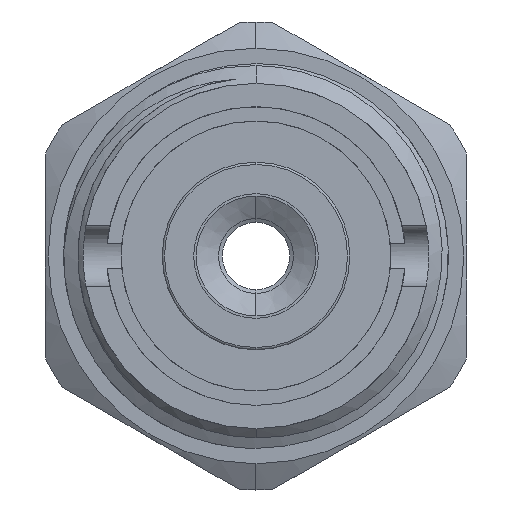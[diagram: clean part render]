
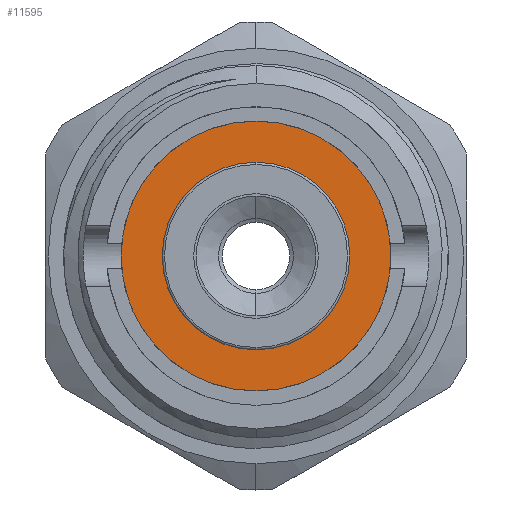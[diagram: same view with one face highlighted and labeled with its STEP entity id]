
A CAD part, front view. The second image highlights one B-rep face of the part: STEP entity #11595.
In plain terms, the highlighted planar face has unit normal (0, -1, 0).
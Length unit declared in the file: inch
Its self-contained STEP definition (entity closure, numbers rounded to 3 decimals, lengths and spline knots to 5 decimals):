
#1295 = CARTESIAN_POINT ( 'NONE',  ( 0., 0.67, 0.25047 ) ) ;
#1750 = AXIS2_PLACEMENT_3D ( 'NONE', #11205, #5343, #4346 ) ;
#1762 = FACE_OUTER_BOUND ( 'NONE', #7516, .T. ) ;
#2085 = CARTESIAN_POINT ( 'NONE',  ( 0., 0.67, 0. ) ) ;
#2133 = DIRECTION ( 'NONE',  ( 0., -1., 0. ) ) ;
#2834 = CIRCLE ( 'NONE', #11341, 0.25047 ) ;
#2846 = PLANE ( 'NONE',  #12329 ) ;
#2901 = ORIENTED_EDGE ( 'NONE', *, *, #12341, .F. ) ;
#3896 = CARTESIAN_POINT ( 'NONE',  ( 0.3605, 0.67, 0. ) ) ;
#3913 = CIRCLE ( 'NONE', #1750, 0.25047 ) ;
#4346 = DIRECTION ( 'NONE',  ( 0., 0., -1. ) ) ;
#5343 = DIRECTION ( 'NONE',  ( 0., -1., 0. ) ) ;
#5388 = DIRECTION ( 'NONE',  ( 0., 1., 0. ) ) ;
#5548 = EDGE_LOOP ( 'NONE', ( #11028, #2901 ) ) ;
#5891 = CARTESIAN_POINT ( 'NONE',  ( 0., 0.67, -0.3605 ) ) ;
#6252 = VERTEX_POINT ( 'NONE', #1295 ) ;
#6629 = CARTESIAN_POINT ( 'NONE',  ( 0., 0.67, 0. ) ) ;
#6788 = CIRCLE ( 'NONE', #12413, 0.3605 ) ;
#7261 = EDGE_CURVE ( 'NONE', #7967, #7923, #13332, .T. ) ;
#7516 = EDGE_LOOP ( 'NONE', ( #9187, #11061 ) ) ;
#7923 = VERTEX_POINT ( 'NONE', #8906 ) ;
#7967 = VERTEX_POINT ( 'NONE', #5891 ) ;
#8906 = CARTESIAN_POINT ( 'NONE',  ( 0., 0.67, 0.3605 ) ) ;
#9187 = ORIENTED_EDGE ( 'NONE', *, *, #7261, .F. ) ;
#10315 = EDGE_CURVE ( 'NONE', #7923, #7967, #6788, .T. ) ;
#10819 = DIRECTION ( 'NONE',  ( 0., 0., -1. ) ) ;
#11028 = ORIENTED_EDGE ( 'NONE', *, *, #11888, .F. ) ;
#11061 = ORIENTED_EDGE ( 'NONE', *, *, #10315, .F. ) ;
#11205 = CARTESIAN_POINT ( 'NONE',  ( 0., 0.67, 0. ) ) ;
#11273 = DIRECTION ( 'NONE',  ( 0., 0., 1. ) ) ;
#11341 = AXIS2_PLACEMENT_3D ( 'NONE', #2085, #2133, #13570 ) ;
#11595 = ADVANCED_FACE ( 'NONE', ( #14511, #1762 ), #2846, .T. ) ;
#11888 = EDGE_CURVE ( 'NONE', #6252, #13575, #2834, .T. ) ;
#12016 = DIRECTION ( 'NONE',  ( 0., -1., 0. ) ) ;
#12329 = AXIS2_PLACEMENT_3D ( 'NONE', #3896, #12016, #10819 ) ;
#12341 = EDGE_CURVE ( 'NONE', #13575, #6252, #3913, .T. ) ;
#12413 = AXIS2_PLACEMENT_3D ( 'NONE', #13643, #14753, #11273 ) ;
#13140 = CARTESIAN_POINT ( 'NONE',  ( 0., 0.67, -0.25047 ) ) ;
#13332 = CIRCLE ( 'NONE', #13624, 0.3605 ) ;
#13570 = DIRECTION ( 'NONE',  ( 0., 0., -1. ) ) ;
#13575 = VERTEX_POINT ( 'NONE', #13140 ) ;
#13624 = AXIS2_PLACEMENT_3D ( 'NONE', #6629, #5388, #14475 ) ;
#13643 = CARTESIAN_POINT ( 'NONE',  ( 0., 0.67, 0. ) ) ;
#14475 = DIRECTION ( 'NONE',  ( 0., 0., 1. ) ) ;
#14511 = FACE_BOUND ( 'NONE', #5548, .T. ) ;
#14753 = DIRECTION ( 'NONE',  ( 0., 1., 0. ) ) ;
